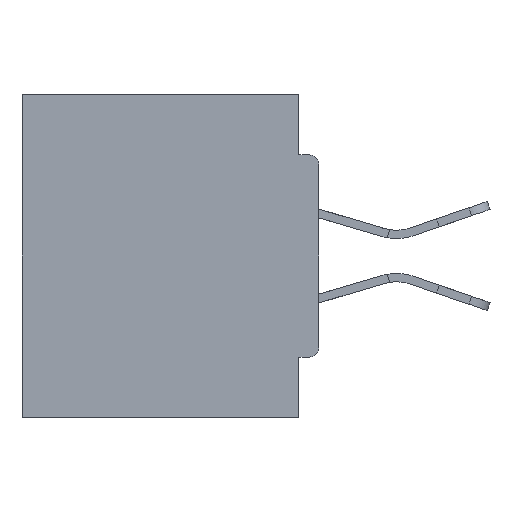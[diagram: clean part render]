
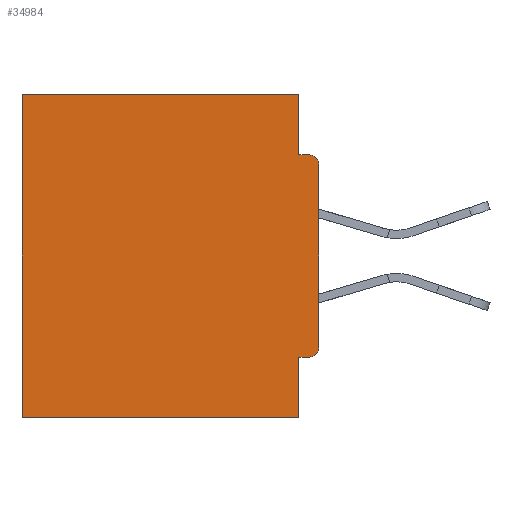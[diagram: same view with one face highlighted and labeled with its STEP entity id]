
A CAD part, left-side view. The second image highlights one B-rep face of the part: STEP entity #34984.
In plain terms, the highlighted planar face has unit normal (-1, 0, 0).
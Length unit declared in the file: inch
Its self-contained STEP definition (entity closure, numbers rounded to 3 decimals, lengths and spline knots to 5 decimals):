
#568 = CIRCLE ( 'NONE', #25769, 0.015 ) ;
#1038 = ORIENTED_EDGE ( 'NONE', *, *, #6738, .F. ) ;
#1306 = CARTESIAN_POINT ( 'NONE',  ( 0.298, 0., 0. ) ) ;
#1406 = VECTOR ( 'NONE', #31420, 39.37008 ) ;
#1898 = VERTEX_POINT ( 'NONE', #32502 ) ;
#2538 = VECTOR ( 'NONE', #27506, 39.37008 ) ;
#3555 = CIRCLE ( 'NONE', #20893, 0.015 ) ;
#3624 = CARTESIAN_POINT ( 'NONE',  ( 0.298, 0.031, -0.0935 ) ) ;
#4085 = VERTEX_POINT ( 'NONE', #3624 ) ;
#4859 = CARTESIAN_POINT ( 'NONE',  ( 0.298, 0., -0.5 ) ) ;
#5510 = VECTOR ( 'NONE', #10111, 39.37008 ) ;
#5903 = VERTEX_POINT ( 'NONE', #23865 ) ;
#6738 = EDGE_CURVE ( 'NONE', #19657, #18144, #35239, .T. ) ;
#6871 = EDGE_CURVE ( 'NONE', #4085, #7112, #29876, .T. ) ;
#6883 = ORIENTED_EDGE ( 'NONE', *, *, #32171, .T. ) ;
#6930 = ORIENTED_EDGE ( 'NONE', *, *, #6871, .F. ) ;
#7054 = FACE_OUTER_BOUND ( 'NONE', #25335, .T. ) ;
#7112 = VERTEX_POINT ( 'NONE', #19545 ) ;
#7802 = CARTESIAN_POINT ( 'NONE',  ( 0.298, 0., 0. ) ) ;
#8539 = LINE ( 'NONE', #16213, #36727 ) ;
#8881 = DIRECTION ( 'NONE',  ( 0., 0., -1. ) ) ;
#9090 = LINE ( 'NONE', #28279, #1406 ) ;
#10111 = DIRECTION ( 'NONE',  ( 0., 0., -1. ) ) ;
#10247 = EDGE_CURVE ( 'NONE', #15798, #1898, #33471, .T. ) ;
#10536 = DIRECTION ( 'NONE',  ( 0., 1., 0. ) ) ;
#10856 = ORIENTED_EDGE ( 'NONE', *, *, #32956, .F. ) ;
#10923 = DIRECTION ( 'NONE',  ( 1., 0., 0. ) ) ;
#10958 = ORIENTED_EDGE ( 'NONE', *, *, #34617, .F. ) ;
#13403 = EDGE_CURVE ( 'NONE', #1898, #26544, #9090, .T. ) ;
#13920 = PLANE ( 'NONE',  #15556 ) ;
#14624 = EDGE_CURVE ( 'NONE', #18144, #5903, #19661, .T. ) ;
#14674 = EDGE_CURVE ( 'NONE', #34227, #7112, #3555, .T. ) ;
#15090 = CARTESIAN_POINT ( 'NONE',  ( 0.298, 0.015, -0.3915 ) ) ;
#15556 = AXIS2_PLACEMENT_3D ( 'NONE', #7802, #10923, #31072 ) ;
#15570 = VECTOR ( 'NONE', #10536, 39.37008 ) ;
#15798 = VERTEX_POINT ( 'NONE', #21555 ) ;
#16097 = CARTESIAN_POINT ( 'NONE',  ( 0.298, 0.031, -0.4065 ) ) ;
#16213 = CARTESIAN_POINT ( 'NONE',  ( 0.298, 0.031, -0.5 ) ) ;
#16223 = LINE ( 'NONE', #1306, #5510 ) ;
#16856 = CARTESIAN_POINT ( 'NONE',  ( 0.298, 0., -0.3915 ) ) ;
#17697 = CARTESIAN_POINT ( 'NONE',  ( 0.298, 0.015, -0.1085 ) ) ;
#17921 = CARTESIAN_POINT ( 'NONE',  ( 0.298, 0.015, -0.4065 ) ) ;
#18144 = VERTEX_POINT ( 'NONE', #16097 ) ;
#19545 = CARTESIAN_POINT ( 'NONE',  ( 0.298, 0.015, -0.0935 ) ) ;
#19657 = VERTEX_POINT ( 'NONE', #17921 ) ;
#19661 = LINE ( 'NONE', #25842, #28203 ) ;
#19990 = VECTOR ( 'NONE', #29584, 39.37008 ) ;
#20323 = DIRECTION ( 'NONE',  ( -1., 0., 0. ) ) ;
#20893 = AXIS2_PLACEMENT_3D ( 'NONE', #17697, #20323, #23347 ) ;
#21555 = CARTESIAN_POINT ( 'NONE',  ( 0.298, 0.031, 0. ) ) ;
#23347 = DIRECTION ( 'NONE',  ( 0., 0., -1. ) ) ;
#23445 = ORIENTED_EDGE ( 'NONE', *, *, #14674, .T. ) ;
#23453 = VERTEX_POINT ( 'NONE', #16856 ) ;
#23584 = CARTESIAN_POINT ( 'NONE',  ( 0.298, 0., -0.0935 ) ) ;
#23701 = CARTESIAN_POINT ( 'NONE',  ( 0.298, 0.46, -0.5 ) ) ;
#23865 = CARTESIAN_POINT ( 'NONE',  ( 0.298, 0.031, -0.5 ) ) ;
#25335 = EDGE_LOOP ( 'NONE', ( #23445, #6930, #32029, #29753, #36142, #10958, #32589, #1038, #6883, #10856 ) ) ;
#25361 = LINE ( 'NONE', #4859, #2538 ) ;
#25769 = AXIS2_PLACEMENT_3D ( 'NONE', #15090, #32486, #35355 ) ;
#25842 = CARTESIAN_POINT ( 'NONE',  ( 0.298, 0.031, -0.5 ) ) ;
#26235 = VECTOR ( 'NONE', #32242, 39.37008 ) ;
#26544 = VERTEX_POINT ( 'NONE', #23701 ) ;
#27046 = CARTESIAN_POINT ( 'NONE',  ( 0.298, 0., -0.4065 ) ) ;
#27506 = DIRECTION ( 'NONE',  ( 0., 1., 0. ) ) ;
#27605 = DIRECTION ( 'NONE',  ( 0., 0., -1. ) ) ;
#28162 = EDGE_CURVE ( 'NONE', #15798, #4085, #8539, .T. ) ;
#28203 = VECTOR ( 'NONE', #8881, 39.37008 ) ;
#28279 = CARTESIAN_POINT ( 'NONE',  ( 0.298, 0.46, 0. ) ) ;
#29584 = DIRECTION ( 'NONE',  ( 0., 1., 0. ) ) ;
#29753 = ORIENTED_EDGE ( 'NONE', *, *, #10247, .T. ) ;
#29876 = LINE ( 'NONE', #23584, #26235 ) ;
#30420 = CARTESIAN_POINT ( 'NONE',  ( 0.298, 0., 0. ) ) ;
#31072 = DIRECTION ( 'NONE',  ( 0., 0., -1. ) ) ;
#31420 = DIRECTION ( 'NONE',  ( 0., 0., -1. ) ) ;
#32029 = ORIENTED_EDGE ( 'NONE', *, *, #28162, .F. ) ;
#32171 = EDGE_CURVE ( 'NONE', #19657, #23453, #568, .T. ) ;
#32242 = DIRECTION ( 'NONE',  ( 0., -1., 0. ) ) ;
#32486 = DIRECTION ( 'NONE',  ( -1., 0., 0. ) ) ;
#32502 = CARTESIAN_POINT ( 'NONE',  ( 0.298, 0.46, 0. ) ) ;
#32589 = ORIENTED_EDGE ( 'NONE', *, *, #14624, .F. ) ;
#32956 = EDGE_CURVE ( 'NONE', #34227, #23453, #16223, .T. ) ;
#33471 = LINE ( 'NONE', #30420, #15570 ) ;
#34227 = VERTEX_POINT ( 'NONE', #34729 ) ;
#34617 = EDGE_CURVE ( 'NONE', #5903, #26544, #25361, .T. ) ;
#34729 = CARTESIAN_POINT ( 'NONE',  ( 0.298, 0., -0.1085 ) ) ;
#34984 = ADVANCED_FACE ( 'NONE', ( #7054 ), #13920, .F. ) ;
#35239 = LINE ( 'NONE', #27046, #19990 ) ;
#35355 = DIRECTION ( 'NONE',  ( 0., 0., -1. ) ) ;
#36142 = ORIENTED_EDGE ( 'NONE', *, *, #13403, .T. ) ;
#36727 = VECTOR ( 'NONE', #27605, 39.37008 ) ;
